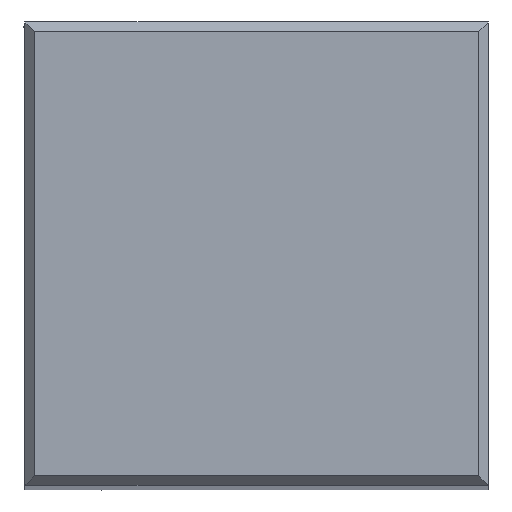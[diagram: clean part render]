
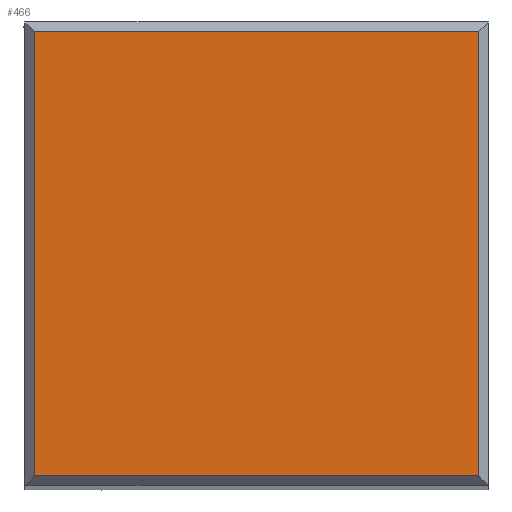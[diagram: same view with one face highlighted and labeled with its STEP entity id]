
A CAD part, top view. The second image highlights one B-rep face of the part: STEP entity #466.
In plain terms, the highlighted planar face has unit normal (0, 0, 1).
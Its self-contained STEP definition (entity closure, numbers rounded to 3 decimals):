
#112=DIRECTION('',(-1.,0.,0.));
#113=VECTOR('',#112,24.);
#114=CARTESIAN_POINT('',(-0.5,24.5,0.));
#115=LINE('',#114,#113);
#119=DIRECTION('',(0.,1.,0.));
#120=VECTOR('',#119,24.);
#121=CARTESIAN_POINT('',(-0.5,0.5,0.));
#122=LINE('',#121,#120);
#126=DIRECTION('',(1.,0.,0.));
#127=VECTOR('',#126,24.);
#128=CARTESIAN_POINT('',(-24.5,0.5,0.));
#129=LINE('',#128,#127);
#133=DIRECTION('',(0.,-1.,0.));
#134=VECTOR('',#133,24.);
#135=CARTESIAN_POINT('',(-24.5,24.5,0.));
#136=LINE('',#135,#134);
#411=CARTESIAN_POINT('',(-0.5,24.5,0.));
#412=CARTESIAN_POINT('',(-24.5,24.5,0.));
#413=VERTEX_POINT('',#411);
#414=VERTEX_POINT('',#412);
#415=CARTESIAN_POINT('',(-0.5,0.5,0.));
#416=VERTEX_POINT('',#415);
#421=CARTESIAN_POINT('',(-24.5,0.5,0.));
#422=VERTEX_POINT('',#421);
#451=CARTESIAN_POINT('',(0.,0.,0.));
#452=DIRECTION('',(0.,0.,-1.));
#453=DIRECTION('',(0.,1.,0.));
#454=AXIS2_PLACEMENT_3D('',#451,#452,#453);
#455=PLANE('',#454);
#457=ORIENTED_EDGE('',*,*,#456,.F.);
#459=ORIENTED_EDGE('',*,*,#458,.F.);
#461=ORIENTED_EDGE('',*,*,#460,.F.);
#463=ORIENTED_EDGE('',*,*,#462,.F.);
#464=EDGE_LOOP('',(#457,#459,#461,#463));
#465=FACE_OUTER_BOUND('',#464,.F.);
#456=EDGE_CURVE('',#413,#414,#115,.T.);
#458=EDGE_CURVE('',#416,#413,#122,.T.);
#460=EDGE_CURVE('',#422,#416,#129,.T.);
#462=EDGE_CURVE('',#414,#422,#136,.T.);
#466=ADVANCED_FACE('',(#465),#455,.F.);
